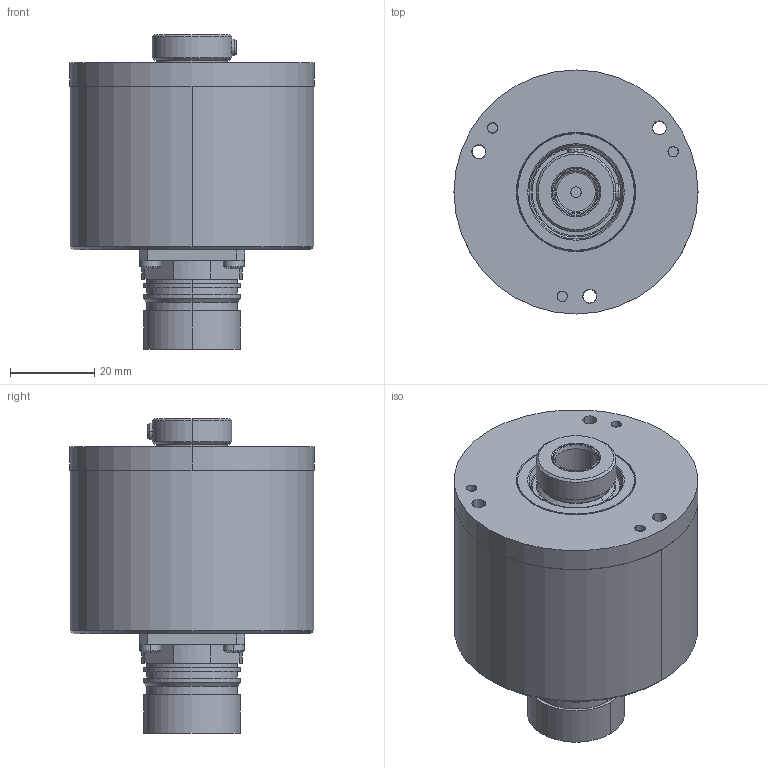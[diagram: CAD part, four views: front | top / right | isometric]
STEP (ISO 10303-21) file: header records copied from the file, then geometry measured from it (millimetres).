
FILE_DESCRIPTION((''),'2;1');
FILE_NAME('515846','2010-10-14T',('se2802'),(''),'PRO/ENGINEER BY PARAMETRIC TECHNOLOGY CORPORATION, 2010180','PRO/ENGINEER BY PARAMETRIC TECHNOLOGY CORPORATION, 2010180','');
FILE_SCHEMA(('CONFIG_CONTROL_DESIGN'));
Length unit declared in the file: millimetre
Products named in the file (1): 515846
Bounding box: 58 x 58 x 74.7 mm (x, y, z)
Volume: 73325.3 mm3; surface area: 43243.9 mm2
Topology: 1 solids, 3 shells, 1181 faces, 3205 edges, 2031 vertices
Faces by surface type: cylinder 565, plane 404, cone 103, torus 91, sphere 16, revolution 2
Entity records: 40525 total; most frequent: CARTESIAN_POINT 9613, DIRECTION 6916, ORIENTED_EDGE 6386, EDGE_CURVE 3193, AXIS2_PLACEMENT_3D 2772, VERTEX_POINT 2032, CIRCLE 1593, VECTOR 1370
